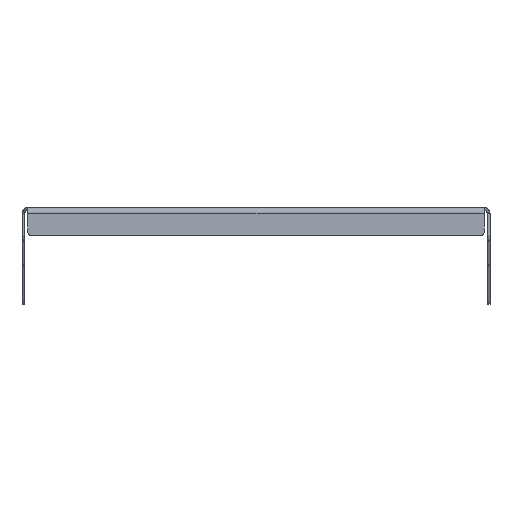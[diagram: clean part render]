
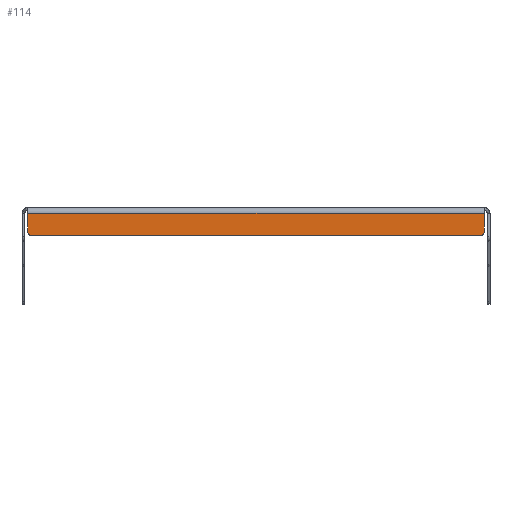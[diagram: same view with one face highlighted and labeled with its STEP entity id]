
A CAD part, front view. The second image highlights one B-rep face of the part: STEP entity #114.
In plain terms, the highlighted planar face has unit normal (0, -1, 0).
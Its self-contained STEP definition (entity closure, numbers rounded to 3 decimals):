
#79 = CARTESIAN_POINT ( 'NONE',  ( -238.556, -6., -20. ) ) ;
#114 = ADVANCED_FACE ( 'NONE', ( #3420 ), #7159, .F. ) ;
#186 = VERTEX_POINT ( 'NONE', #2563 ) ;
#402 = LINE ( 'NONE', #4526, #7886 ) ;
#829 = DIRECTION ( 'NONE',  ( 0., 0., -1. ) ) ;
#998 = DIRECTION ( 'NONE',  ( 0., 0., 1. ) ) ;
#1001 = LINE ( 'NONE', #4101, #8545 ) ;
#1089 = CARTESIAN_POINT ( 'NONE',  ( 238.483, -6., -25. ) ) ;
#1233 = CARTESIAN_POINT ( 'NONE',  ( 243.483, -6., -20. ) ) ;
#1558 = VERTEX_POINT ( 'NONE', #1233 ) ;
#1993 = AXIS2_PLACEMENT_3D ( 'NONE', #8475, #3012, #6720 ) ;
#2287 = ORIENTED_EDGE ( 'NONE', *, *, #6777, .T. ) ;
#2461 = LINE ( 'NONE', #7113, #3547 ) ;
#2514 = CARTESIAN_POINT ( 'NONE',  ( -243.556, -6., -1. ) ) ;
#2563 = CARTESIAN_POINT ( 'NONE',  ( -238.556, -6., -25. ) ) ;
#2673 = VERTEX_POINT ( 'NONE', #2514 ) ;
#3012 = DIRECTION ( 'NONE',  ( 0., -1., 0. ) ) ;
#3273 = EDGE_CURVE ( 'NONE', #9201, #186, #6807, .T. ) ;
#3388 = DIRECTION ( 'NONE',  ( 0., -1., 0. ) ) ;
#3420 = FACE_OUTER_BOUND ( 'NONE', #9945, .T. ) ;
#3547 = VECTOR ( 'NONE', #829, 1000. ) ;
#3783 = CIRCLE ( 'NONE', #1993, 5. ) ;
#3910 = EDGE_CURVE ( 'NONE', #2673, #7700, #1001, .T. ) ;
#3975 = CARTESIAN_POINT ( 'NONE',  ( 243.483, -6., -1. ) ) ;
#4006 = VECTOR ( 'NONE', #9935, 1000. ) ;
#4037 = CARTESIAN_POINT ( 'NONE',  ( 0., -6., 0. ) ) ;
#4101 = CARTESIAN_POINT ( 'NONE',  ( 243.483, -6., -1. ) ) ;
#4173 = EDGE_CURVE ( 'NONE', #7700, #1558, #2461, .T. ) ;
#4221 = ORIENTED_EDGE ( 'NONE', *, *, #6134, .T. ) ;
#4526 = CARTESIAN_POINT ( 'NONE',  ( -243.556, -6., -25. ) ) ;
#4764 = ORIENTED_EDGE ( 'NONE', *, *, #3910, .F. ) ;
#4856 = CARTESIAN_POINT ( 'NONE',  ( -243.556, -6., -20. ) ) ;
#5367 = ORIENTED_EDGE ( 'NONE', *, *, #9573, .F. ) ;
#5723 = DIRECTION ( 'NONE',  ( 1., 0., 0. ) ) ;
#5748 = DIRECTION ( 'NONE',  ( 0., 0., 1. ) ) ;
#5893 = CIRCLE ( 'NONE', #9435, 5. ) ;
#6134 = EDGE_CURVE ( 'NONE', #9073, #186, #5893, .T. ) ;
#6143 = DIRECTION ( 'NONE',  ( 0., 0., 1. ) ) ;
#6608 = AXIS2_PLACEMENT_3D ( 'NONE', #4037, #8734, #5748 ) ;
#6720 = DIRECTION ( 'NONE',  ( 0., 0., 1. ) ) ;
#6777 = EDGE_CURVE ( 'NONE', #9201, #1558, #3783, .T. ) ;
#6807 = LINE ( 'NONE', #9836, #4006 ) ;
#7113 = CARTESIAN_POINT ( 'NONE',  ( 243.483, -6., 2. ) ) ;
#7159 = PLANE ( 'NONE',  #6608 ) ;
#7225 = ORIENTED_EDGE ( 'NONE', *, *, #3273, .F. ) ;
#7407 = ORIENTED_EDGE ( 'NONE', *, *, #4173, .F. ) ;
#7700 = VERTEX_POINT ( 'NONE', #3975 ) ;
#7886 = VECTOR ( 'NONE', #6143, 1000. ) ;
#8475 = CARTESIAN_POINT ( 'NONE',  ( 238.483, -6., -20. ) ) ;
#8545 = VECTOR ( 'NONE', #5723, 1000. ) ;
#8734 = DIRECTION ( 'NONE',  ( 0., 1., 0. ) ) ;
#9073 = VERTEX_POINT ( 'NONE', #4856 ) ;
#9201 = VERTEX_POINT ( 'NONE', #1089 ) ;
#9435 = AXIS2_PLACEMENT_3D ( 'NONE', #79, #3388, #998 ) ;
#9573 = EDGE_CURVE ( 'NONE', #9073, #2673, #402, .T. ) ;
#9836 = CARTESIAN_POINT ( 'NONE',  ( 243.483, -6., -25. ) ) ;
#9935 = DIRECTION ( 'NONE',  ( -1., 0., 0. ) ) ;
#9945 = EDGE_LOOP ( 'NONE', ( #5367, #4221, #7225, #2287, #7407, #4764 ) ) ;
